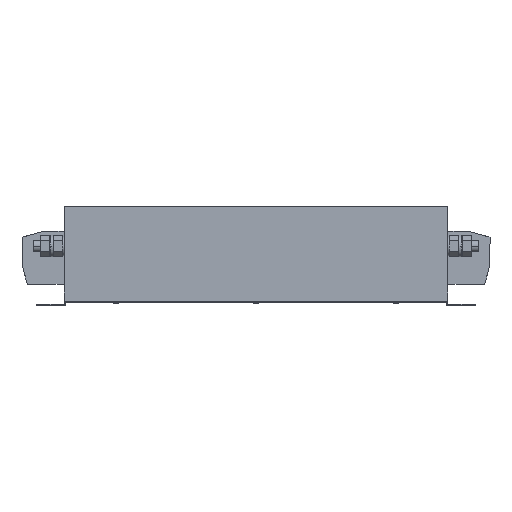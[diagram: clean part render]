
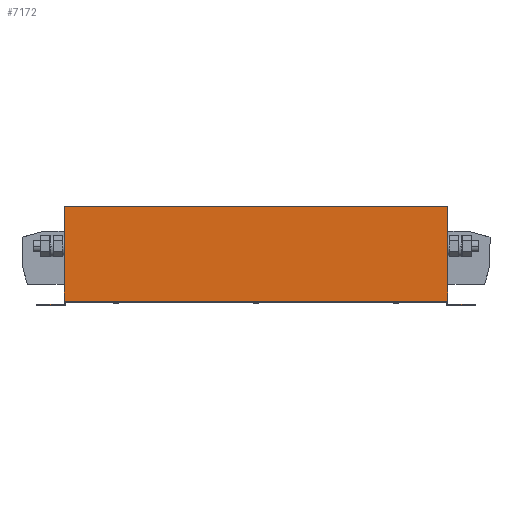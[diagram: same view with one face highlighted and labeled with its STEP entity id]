
A CAD part, top view. The second image highlights one B-rep face of the part: STEP entity #7172.
In plain terms, the highlighted planar face has unit normal (0, 0, 1).
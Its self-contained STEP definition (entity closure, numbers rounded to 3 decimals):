
#97 = VERTEX_POINT ( 'NONE', #7645 ) ;
#199 = CARTESIAN_POINT ( 'NONE',  ( -175., 0., 85. ) ) ;
#319 = ORIENTED_EDGE ( 'NONE', *, *, #4623, .F. ) ;
#358 = ORIENTED_EDGE ( 'NONE', *, *, #3153, .F. ) ;
#695 = LINE ( 'NONE', #2274, #2874 ) ;
#856 = VERTEX_POINT ( 'NONE', #4654 ) ;
#860 = CARTESIAN_POINT ( 'NONE',  ( 174., -87., 85. ) ) ;
#931 = VECTOR ( 'NONE', #2983, 1000. ) ;
#961 = ORIENTED_EDGE ( 'NONE', *, *, #9473, .F. ) ;
#1052 = ORIENTED_EDGE ( 'NONE', *, *, #2831, .F. ) ;
#1311 = FACE_OUTER_BOUND ( 'NONE', #3573, .T. ) ;
#1342 = CARTESIAN_POINT ( 'NONE',  ( 175., -89., 85. ) ) ;
#1357 = VERTEX_POINT ( 'NONE', #8010 ) ;
#1400 = VECTOR ( 'NONE', #2845, 1000. ) ;
#1468 = PLANE ( 'NONE',  #5126 ) ;
#1476 = LINE ( 'NONE', #5393, #931 ) ;
#1561 = VECTOR ( 'NONE', #8961, 1000. ) ;
#1691 = DIRECTION ( 'NONE',  ( 1., 0., 0. ) ) ;
#1793 = CARTESIAN_POINT ( 'NONE',  ( -174., -90., 85. ) ) ;
#1835 = EDGE_CURVE ( 'Defeature ausgef�hrt2_35+Defeature ausgef�hrt2_45+Defeature ausgef�hrt2_34+Defeature ausgef�hrt2_36', #8541, #1357, #2343, .T. ) ;
#2017 = CARTESIAN_POINT ( 'NONE',  ( 175., 0., 85. ) ) ;
#2026 = CARTESIAN_POINT ( 'NONE',  ( -175., 0., 85. ) ) ;
#2274 = CARTESIAN_POINT ( 'NONE',  ( -174., -87., 85. ) ) ;
#2343 = LINE ( 'NONE', #1793, #8535 ) ;
#2510 = DIRECTION ( 'NONE',  ( 0., 1., 0. ) ) ;
#2745 = CARTESIAN_POINT ( 'NONE',  ( 200., -89., 85. ) ) ;
#2831 = EDGE_CURVE ( 'Defeature ausgef�hrt2_38+Defeature ausgef�hrt2_45+Defeature ausgef�hrt2_37+Defeature ausgef�hrt2_9', #7652, #3091, #2996, .T. ) ;
#2845 = DIRECTION ( 'NONE',  ( -1., 0., 0. ) ) ;
#2862 = DIRECTION ( 'NONE',  ( 0., -1., 0. ) ) ;
#2874 = VECTOR ( 'NONE', #3239, 1000. ) ;
#2885 = VECTOR ( 'NONE', #2510, 1000. ) ;
#2946 = EDGE_CURVE ( 'Defeature ausgef�hrt2_37+Defeature ausgef�hrt2_45+Defeature ausgef�hrt2_36+Defeature ausgef�hrt2_38', #97, #7652, #6878, .T. ) ;
#2983 = DIRECTION ( 'NONE',  ( 0., -1., 0. ) ) ;
#2996 = LINE ( 'NONE', #6832, #4635 ) ;
#3005 = VECTOR ( 'NONE', #8462, 1000. ) ;
#3091 = VERTEX_POINT ( 'NONE', #9440 ) ;
#3153 = EDGE_CURVE ( 'Defeature ausgef�hrt2_40+Defeature ausgef�hrt2_45+Defeature ausgef�hrt2_10+Defeature ausgef�hrt2_41', #5414, #6655, #5849, .T. ) ;
#3239 = DIRECTION ( 'NONE',  ( -1., 0., 0. ) ) ;
#3247 = ORIENTED_EDGE ( 'NONE', *, *, #6505, .F. ) ;
#3467 = VERTEX_POINT ( 'NONE', #860 ) ;
#3567 = LINE ( 'NONE', #5299, #1400 ) ;
#3573 = EDGE_LOOP ( 'NONE', ( #5666, #6500, #8128, #4556, #358, #319, #961, #8849, #1052, #7198, #3247, #4236 ) ) ;
#3584 = VERTEX_POINT ( 'NONE', #2017 ) ;
#4068 = LINE ( 'NONE', #199, #5476 ) ;
#4236 = ORIENTED_EDGE ( 'NONE', *, *, #1835, .F. ) ;
#4415 = EDGE_CURVE ( 'Defeature ausgef�hrt2_34+Defeature ausgef�hrt2_45+Defeature ausgef�hrt2_43+Defeature ausgef�hrt2_35', #3467, #8541, #695, .T. ) ;
#4556 = ORIENTED_EDGE ( 'NONE', *, *, #8643, .F. ) ;
#4623 = EDGE_CURVE ( 'Defeature ausgef�hrt2_10+Defeature ausgef�hrt2_45+Defeature ausgef�hrt2_39+Defeature ausgef�hrt2_40', #3584, #5414, #5215, .T. ) ;
#4635 = VECTOR ( 'NONE', #8511, 1000. ) ;
#4654 = CARTESIAN_POINT ( 'NONE',  ( 174., -90., 85. ) ) ;
#4751 = LINE ( 'NONE', #8015, #2885 ) ;
#4845 = VECTOR ( 'NONE', #1691, 1000. ) ;
#4863 = CARTESIAN_POINT ( 'NONE',  ( -200., -89., 85. ) ) ;
#4901 = EDGE_CURVE ( 'Defeature ausgef�hrt2_43+Defeature ausgef�hrt2_45+Defeature ausgef�hrt2_42+Defeature ausgef�hrt2_34', #856, #3467, #4751, .T. ) ;
#5126 = AXIS2_PLACEMENT_3D ( 'NONE', #5998, #10075, #6201 ) ;
#5215 = LINE ( 'NONE', #1342, #8910 ) ;
#5299 = CARTESIAN_POINT ( 'NONE',  ( 174., -90., 85. ) ) ;
#5393 = CARTESIAN_POINT ( 'NONE',  ( 200., -90., 85. ) ) ;
#5414 = VERTEX_POINT ( 'NONE', #5803 ) ;
#5476 = VECTOR ( 'NONE', #6413, 1000. ) ;
#5563 = CARTESIAN_POINT ( 'NONE',  ( -200., -90., 85. ) ) ;
#5666 = ORIENTED_EDGE ( 'NONE', *, *, #4415, .F. ) ;
#5803 = CARTESIAN_POINT ( 'NONE',  ( 175., -89., 85. ) ) ;
#5849 = LINE ( 'NONE', #9061, #1561 ) ;
#5998 = CARTESIAN_POINT ( 'NONE',  ( 0., 0., 85. ) ) ;
#6201 = DIRECTION ( 'NONE',  ( -1., 0., 0. ) ) ;
#6266 = DIRECTION ( 'NONE',  ( 0., -1., 0. ) ) ;
#6333 = CARTESIAN_POINT ( 'NONE',  ( 175., 0., 85. ) ) ;
#6334 = LINE ( 'NONE', #5563, #7808 ) ;
#6413 = DIRECTION ( 'NONE',  ( 0., 1., 0. ) ) ;
#6426 = DIRECTION ( 'NONE',  ( -1., 0., 0. ) ) ;
#6500 = ORIENTED_EDGE ( 'NONE', *, *, #4901, .F. ) ;
#6505 = EDGE_CURVE ( 'Defeature ausgef�hrt2_36+Defeature ausgef�hrt2_45+Defeature ausgef�hrt2_35+Defeature ausgef�hrt2_37', #1357, #97, #6334, .T. ) ;
#6612 = CARTESIAN_POINT ( 'NONE',  ( -174., -87., 85. ) ) ;
#6655 = VERTEX_POINT ( 'NONE', #2745 ) ;
#6822 = CARTESIAN_POINT ( 'NONE',  ( 200., -90., 85. ) ) ;
#6832 = CARTESIAN_POINT ( 'NONE',  ( -200., -89., 85. ) ) ;
#6878 = LINE ( 'NONE', #9227, #3005 ) ;
#7172 = ADVANCED_FACE ( 'Defeature ausgef�hrt2_45', ( #1311 ), #1468, .F. ) ;
#7198 = ORIENTED_EDGE ( 'NONE', *, *, #2946, .F. ) ;
#7645 = CARTESIAN_POINT ( 'NONE',  ( -200., -90., 85. ) ) ;
#7652 = VERTEX_POINT ( 'NONE', #4863 ) ;
#7808 = VECTOR ( 'NONE', #6426, 1000. ) ;
#8010 = CARTESIAN_POINT ( 'NONE',  ( -174., -90., 85. ) ) ;
#8015 = CARTESIAN_POINT ( 'NONE',  ( 174., -87., 85. ) ) ;
#8126 = EDGE_CURVE ( 'Defeature ausgef�hrt2_9+Defeature ausgef�hrt2_45+Defeature ausgef�hrt2_38+Defeature ausgef�hrt2_39', #3091, #8531, #4068, .T. ) ;
#8128 = ORIENTED_EDGE ( 'NONE', *, *, #8166, .F. ) ;
#8166 = EDGE_CURVE ( 'Defeature ausgef�hrt2_42+Defeature ausgef�hrt2_45+Defeature ausgef�hrt2_41+Defeature ausgef�hrt2_43', #9755, #856, #3567, .T. ) ;
#8462 = DIRECTION ( 'NONE',  ( 0., 1., 0. ) ) ;
#8511 = DIRECTION ( 'NONE',  ( 1., 0., 0. ) ) ;
#8531 = VERTEX_POINT ( 'NONE', #2026 ) ;
#8535 = VECTOR ( 'NONE', #6266, 1000. ) ;
#8541 = VERTEX_POINT ( 'NONE', #6612 ) ;
#8643 = EDGE_CURVE ( 'Defeature ausgef�hrt2_41+Defeature ausgef�hrt2_45+Defeature ausgef�hrt2_40+Defeature ausgef�hrt2_42', #6655, #9755, #1476, .T. ) ;
#8719 = LINE ( 'NONE', #6333, #4845 ) ;
#8849 = ORIENTED_EDGE ( 'NONE', *, *, #8126, .F. ) ;
#8910 = VECTOR ( 'NONE', #2862, 1000. ) ;
#8961 = DIRECTION ( 'NONE',  ( 1., 0., 0. ) ) ;
#9061 = CARTESIAN_POINT ( 'NONE',  ( 175., -89., 85. ) ) ;
#9227 = CARTESIAN_POINT ( 'NONE',  ( -200., -89., 85. ) ) ;
#9440 = CARTESIAN_POINT ( 'NONE',  ( -175., -89., 85. ) ) ;
#9473 = EDGE_CURVE ( 'Defeature ausgef�hrt2_39+Defeature ausgef�hrt2_45+Defeature ausgef�hrt2_9+Defeature ausgef�hrt2_10', #8531, #3584, #8719, .T. ) ;
#9755 = VERTEX_POINT ( 'NONE', #6822 ) ;
#10075 = DIRECTION ( 'NONE',  ( 0., 0., -1. ) ) ;
